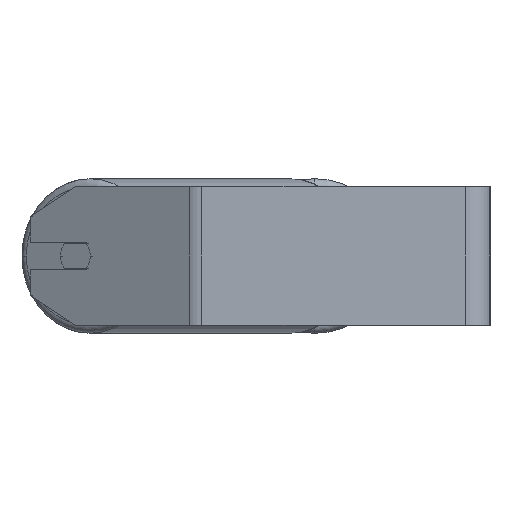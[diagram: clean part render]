
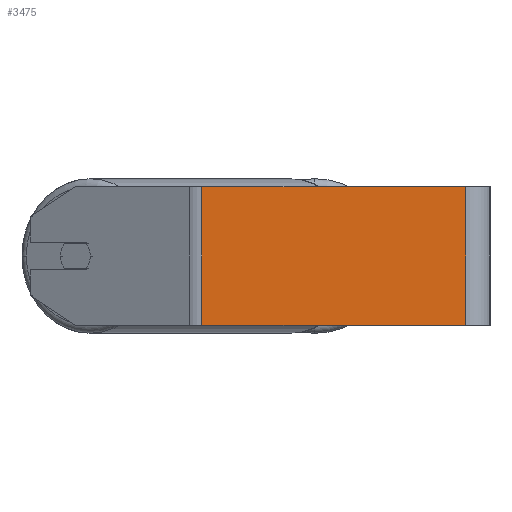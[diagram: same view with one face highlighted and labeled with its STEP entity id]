
A CAD part, left-side view. The second image highlights one B-rep face of the part: STEP entity #3475.
In plain terms, the highlighted planar face has unit normal (-1, 0, 0).
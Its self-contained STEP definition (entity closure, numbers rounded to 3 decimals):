
#212 = CARTESIAN_POINT ( 'NONE',  ( -415., 166.007, -40. ) ) ;
#572 = ORIENTED_EDGE ( 'NONE', *, *, #6998, .T. ) ;
#744 = ORIENTED_EDGE ( 'NONE', *, *, #3083, .T. ) ;
#895 = DIRECTION ( 'NONE',  ( 0., 0., -1. ) ) ;
#989 = LINE ( 'NONE', #2965, #7185 ) ;
#1021 = ORIENTED_EDGE ( 'NONE', *, *, #2224, .F. ) ;
#1710 = LINE ( 'NONE', #7834, #5023 ) ;
#2050 = VERTEX_POINT ( 'NONE', #2862 ) ;
#2224 = EDGE_CURVE ( 'NONE', #2050, #4185, #4069, .T. ) ;
#2372 = DIRECTION ( 'NONE',  ( 0., 0., -1. ) ) ;
#2439 = VERTEX_POINT ( 'NONE', #4537 ) ;
#2862 = CARTESIAN_POINT ( 'NONE',  ( -415., 166.007, 40. ) ) ;
#2934 = FACE_OUTER_BOUND ( 'NONE', #7893, .T. ) ;
#2965 = CARTESIAN_POINT ( 'NONE',  ( -415., 166.007, 40. ) ) ;
#3083 = EDGE_CURVE ( 'NONE', #2050, #5650, #989, .T. ) ;
#3164 = DIRECTION ( 'NONE',  ( 0., -1., 0. ) ) ;
#3301 = EDGE_CURVE ( 'NONE', #4185, #2439, #7894, .T. ) ;
#3475 = ADVANCED_FACE ( 'NONE', ( #2934 ), #7024, .F. ) ;
#3553 = DIRECTION ( 'NONE',  ( 1., 0., 0. ) ) ;
#3694 = CARTESIAN_POINT ( 'NONE',  ( -415., 169.758, 40. ) ) ;
#4069 = LINE ( 'NONE', #6031, #8716 ) ;
#4185 = VERTEX_POINT ( 'NONE', #4690 ) ;
#4220 = ORIENTED_EDGE ( 'NONE', *, *, #3301, .F. ) ;
#4537 = CARTESIAN_POINT ( 'NONE',  ( -415., 14., -40. ) ) ;
#4690 = CARTESIAN_POINT ( 'NONE',  ( -415., 14., 40. ) ) ;
#5023 = VECTOR ( 'NONE', #3164, 1000. ) ;
#5570 = CARTESIAN_POINT ( 'NONE',  ( -415., 14., 40. ) ) ;
#5650 = VERTEX_POINT ( 'NONE', #212 ) ;
#5783 = VECTOR ( 'NONE', #2372, 1000. ) ;
#6031 = CARTESIAN_POINT ( 'NONE',  ( -415., 169.758, 40. ) ) ;
#6268 = DIRECTION ( 'NONE',  ( 0., 0., -1. ) ) ;
#6786 = DIRECTION ( 'NONE',  ( 0., -1., 0. ) ) ;
#6998 = EDGE_CURVE ( 'NONE', #5650, #2439, #1710, .T. ) ;
#7024 = PLANE ( 'NONE',  #8453 ) ;
#7185 = VECTOR ( 'NONE', #895, 1000. ) ;
#7834 = CARTESIAN_POINT ( 'NONE',  ( -415., 169.758, -40. ) ) ;
#7893 = EDGE_LOOP ( 'NONE', ( #572, #4220, #1021, #744 ) ) ;
#7894 = LINE ( 'NONE', #5570, #5783 ) ;
#8453 = AXIS2_PLACEMENT_3D ( 'NONE', #3694, #3553, #6268 ) ;
#8716 = VECTOR ( 'NONE', #6786, 1000. ) ;
